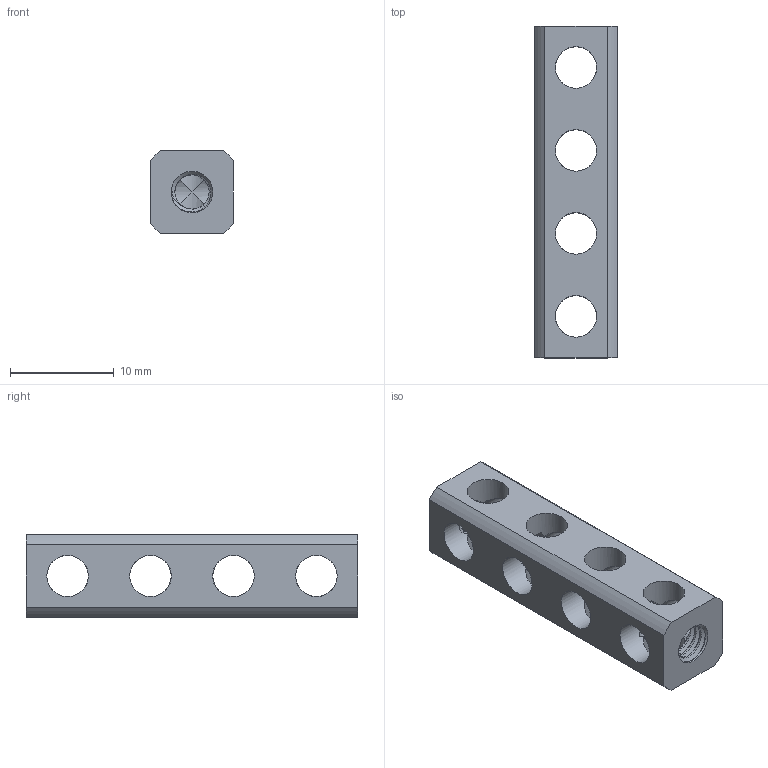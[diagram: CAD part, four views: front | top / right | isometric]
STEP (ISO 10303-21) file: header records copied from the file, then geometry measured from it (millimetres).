
FILE_DESCRIPTION( ( '' ), ' ' );
FILE_NAME( '5a2ac78872ac810ef6302dfd.step', '2017-12-08T17:10:32', ( '' ), ( '' ), ' ', ' ', ' ' );
FILE_SCHEMA( ( 'AUTOMOTIVE_DESIGN { 1 0 10303 214 1 1 1 1 }' ) );
Length unit declared in the file: metre
Products named in the file (1): 1119-0004-0032
Bounding box: 8 x 32 x 8 mm (x, y, z)
Volume: 1228.8 mm3; surface area: 1564.8 mm2
Topology: 1 solids, 1 shells, 98 faces, 468 edges, 358 vertices
Faces by surface type: cylinder 62, bspline 28, plane 6, cone 2
Full cylindrical faces by diameter (mm): 4 x16
Entity records: 8644 total; most frequent: CARTESIAN_POINT 4884, ORIENTED_EDGE 904, EDGE_CURVE 452, VERTEX_POINT 358, DIRECTION 346, B_SPLINE_CURVE_WITH_KNOTS 173, AXIS2_PLACEMENT_3D 165, EDGE_LOOP 132
